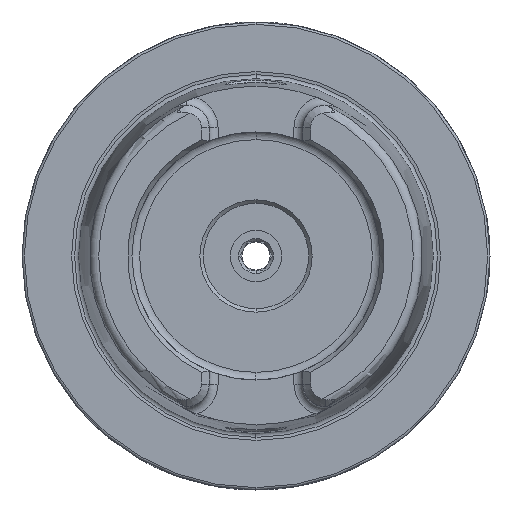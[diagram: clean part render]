
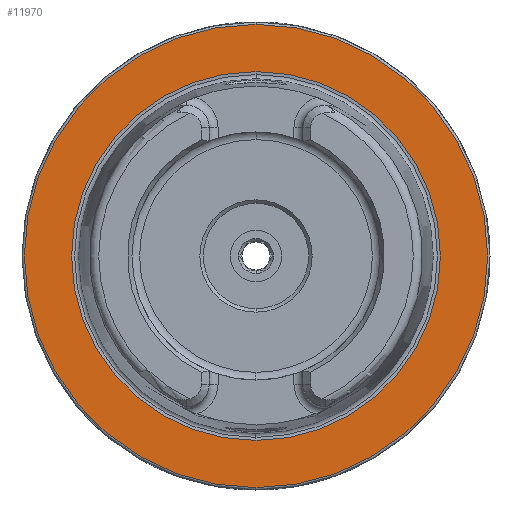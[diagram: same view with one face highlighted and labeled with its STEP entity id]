
A CAD part, left-side view. The second image highlights one B-rep face of the part: STEP entity #11970.
In plain terms, the highlighted planar face has unit normal (-1, 0, 0).
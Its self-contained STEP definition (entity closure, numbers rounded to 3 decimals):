
#44 = CIRCLE ( 'NONE', #7218, 39.405 ) ;
#136 = EDGE_CURVE ( 'NONE', #7816, #11781, #44, .T. ) ;
#581 = DIRECTION ( 'NONE',  ( 0., 0., 1. ) ) ;
#793 = VERTEX_POINT ( 'NONE', #8575 ) ;
#828 = VERTEX_POINT ( 'NONE', #9520 ) ;
#949 = DIRECTION ( 'NONE',  ( 1., 0., 0. ) ) ;
#1356 = DIRECTION ( 'NONE',  ( 0., 0., 1. ) ) ;
#1784 = CIRCLE ( 'NONE', #4797, 39.405 ) ;
#1815 = AXIS2_PLACEMENT_3D ( 'NONE', #2168, #8904, #1356 ) ;
#2168 = CARTESIAN_POINT ( 'NONE',  ( 0., 0., 0. ) ) ;
#2385 = AXIS2_PLACEMENT_3D ( 'NONE', #10302, #2505, #581 ) ;
#2505 = DIRECTION ( 'NONE',  ( -1., 0., 0. ) ) ;
#2543 = DIRECTION ( 'NONE',  ( -1., 0., 0. ) ) ;
#2753 = PLANE ( 'NONE',  #11429 ) ;
#2757 = EDGE_CURVE ( 'NONE', #11781, #7816, #1784, .T. ) ;
#3109 = ORIENTED_EDGE ( 'NONE', *, *, #3727, .T. ) ;
#3289 = EDGE_LOOP ( 'NONE', ( #3109, #11211 ) ) ;
#3727 = EDGE_CURVE ( 'NONE', #793, #828, #4914, .T. ) ;
#3923 = DIRECTION ( 'NONE',  ( -1., 0., 0. ) ) ;
#4396 = FACE_BOUND ( 'NONE', #9178, .T. ) ;
#4439 = ORIENTED_EDGE ( 'NONE', *, *, #136, .F. ) ;
#4797 = AXIS2_PLACEMENT_3D ( 'NONE', #8356, #2543, #5452 ) ;
#4823 = CARTESIAN_POINT ( 'NONE',  ( 0., 49.5, 0. ) ) ;
#4914 = CIRCLE ( 'NONE', #1815, 49.5 ) ;
#5452 = DIRECTION ( 'NONE',  ( 0., 0., 1. ) ) ;
#5775 = DIRECTION ( 'NONE',  ( 0., 0., 1. ) ) ;
#6133 = CARTESIAN_POINT ( 'NONE',  ( 0., 0., 39.405 ) ) ;
#6338 = EDGE_CURVE ( 'NONE', #828, #793, #6507, .T. ) ;
#6507 = CIRCLE ( 'NONE', #2385, 49.5 ) ;
#7218 = AXIS2_PLACEMENT_3D ( 'NONE', #12495, #3923, #5775 ) ;
#7816 = VERTEX_POINT ( 'NONE', #8665 ) ;
#7828 = ORIENTED_EDGE ( 'NONE', *, *, #2757, .F. ) ;
#8149 = FACE_OUTER_BOUND ( 'NONE', #3289, .T. ) ;
#8356 = CARTESIAN_POINT ( 'NONE',  ( 0., 0., 0. ) ) ;
#8575 = CARTESIAN_POINT ( 'NONE',  ( 0., 0., 49.5 ) ) ;
#8665 = CARTESIAN_POINT ( 'NONE',  ( 0., 0., -39.405 ) ) ;
#8904 = DIRECTION ( 'NONE',  ( -1., 0., 0. ) ) ;
#9178 = EDGE_LOOP ( 'NONE', ( #7828, #4439 ) ) ;
#9520 = CARTESIAN_POINT ( 'NONE',  ( 0., 0., -49.5 ) ) ;
#10302 = CARTESIAN_POINT ( 'NONE',  ( 0., 0., 0. ) ) ;
#11211 = ORIENTED_EDGE ( 'NONE', *, *, #6338, .T. ) ;
#11429 = AXIS2_PLACEMENT_3D ( 'NONE', #4823, #949, #11512 ) ;
#11512 = DIRECTION ( 'NONE',  ( 0., 0., -1. ) ) ;
#11781 = VERTEX_POINT ( 'NONE', #6133 ) ;
#11970 = ADVANCED_FACE ( 'NONE', ( #4396, #8149 ), #2753, .F. ) ;
#12495 = CARTESIAN_POINT ( 'NONE',  ( 0., 0., 0. ) ) ;
